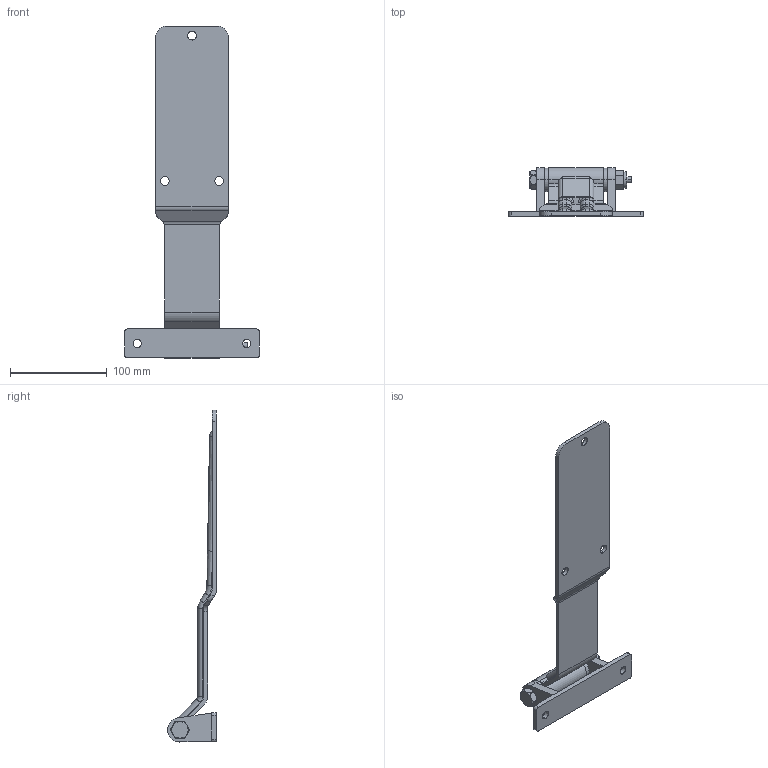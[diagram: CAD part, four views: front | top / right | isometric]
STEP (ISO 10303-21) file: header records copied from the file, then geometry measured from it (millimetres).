
FILE_DESCRIPTION (( 'STEP AP203' ), '1' );
FILE_NAME ('B-1851-3.STEP', '2009-03-09T06:34:36', ( ' ' ), ( ' ' ), 'SwSTEP 2.0', 'SolidWorks 2007', '' );
FILE_SCHEMA (( 'CONFIG_CONTROL_DESIGN' ));
Length unit declared in the file: millimetre
Products named in the file (5): B-1851-3僇乕儔乕__棉太倌; B-1851-3榋妏儃儖僩M10_M6亊16; B-1851-3塇崻__棉太倌; B-1851-3; B-1851-3戜嵗__棉太倌
Assembly tree (5 placements, depth 2):
  B-1851-3
    B-1851-3僇乕儔乕__棉太倌  x2
    B-1851-3戜嵗__棉太倌
    B-1851-3榋妏儃儖僩M10_M6亊16
    B-1851-3塇崻__棉太倌
Bounding box: 139 x 50 x 342.5 mm (x, y, z)
Volume: 196225 mm3; surface area: 83645.1 mm2
Topology: 5 solids, 5 shells, 195 faces, 484 edges, 304 vertices
Faces by surface type: cylinder 87, plane 80, torus 20, bspline 8
Entity records: 6903 total; most frequent: CARTESIAN_POINT 1830, DIRECTION 992, ORIENTED_EDGE 932, EDGE_CURVE 466, AXIS2_PLACEMENT_3D 382, VERTEX_POINT 292, VECTOR 228, LINE 228
